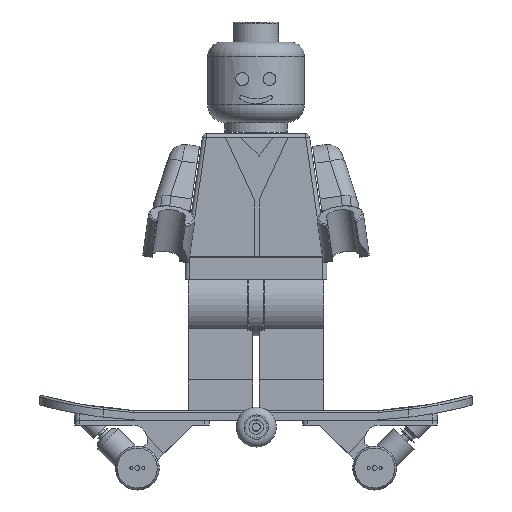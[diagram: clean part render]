
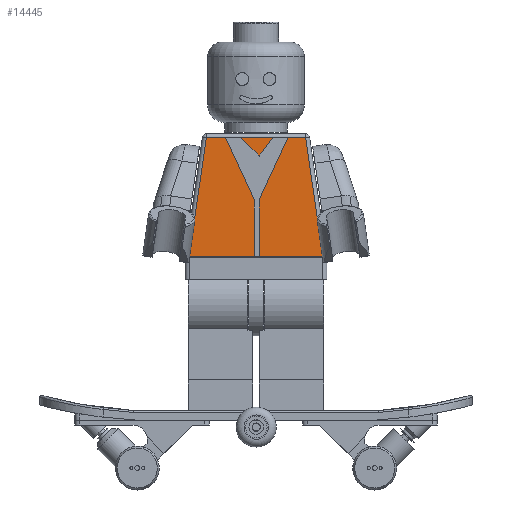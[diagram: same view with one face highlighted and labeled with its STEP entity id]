
A CAD part, front view. The second image highlights one B-rep face of the part: STEP entity #14445.
In plain terms, the highlighted planar face has unit normal (0, -1, 0).
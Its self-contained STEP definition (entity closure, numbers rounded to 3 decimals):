
#778=PLANE('',#15498);
#1285=FACE_OUTER_BOUND('',#2216,.T.);
#2216=EDGE_LOOP('',(#10300,#10301,#10302,#10303));
#3456=LINE('',#21979,#4611);
#3457=LINE('',#21981,#4612);
#3458=LINE('',#21983,#4613);
#3459=LINE('',#21984,#4614);
#4611=VECTOR('',#17520,16.5);
#4612=VECTOR('',#17521,16.5);
#4613=VECTOR('',#17522,16.5);
#4614=VECTOR('',#17523,16.5);
#6490=VERTEX_POINT('',#21977);
#6491=VERTEX_POINT('',#21978);
#6492=VERTEX_POINT('',#21980);
#6493=VERTEX_POINT('',#21982);
#7955=EDGE_CURVE('',#6490,#6491,#3456,.T.);
#7956=EDGE_CURVE('',#6492,#6491,#3457,.T.);
#7957=EDGE_CURVE('',#6493,#6492,#3458,.T.);
#7958=EDGE_CURVE('',#6493,#6490,#3459,.T.);
#10300=ORIENTED_EDGE('',*,*,#7955,.T.);
#10301=ORIENTED_EDGE('',*,*,#7956,.F.);
#10302=ORIENTED_EDGE('',*,*,#7957,.F.);
#10303=ORIENTED_EDGE('',*,*,#7958,.T.);
#14445=ADVANCED_FACE('',(#1285),#778,.T.);
#15498=AXIS2_PLACEMENT_3D('',#21976,#17518,#17519);
#17518=DIRECTION('center_axis',(0.,-1.,0.));
#17519=DIRECTION('ref_axis',(-1.,0.,0.));
#17520=DIRECTION('',(1.,0.,0.));
#17521=DIRECTION('',(0.143,0.,-0.99));
#17522=DIRECTION('',(1.,0.,0.));
#17523=DIRECTION('',(-0.143,0.,-0.99));
#21976=CARTESIAN_POINT('Origin',(69.35,-30.65,72.811));
#21977=CARTESIAN_POINT('',(-71.682,-30.65,-52.589));
#21978=CARTESIAN_POINT('',(65.182,-30.65,-52.589));
#21979=CARTESIAN_POINT('',(69.35,-30.65,-52.589));
#21980=CARTESIAN_POINT('',(47.629,-30.65,68.686));
#21981=CARTESIAN_POINT('',(56.379,-30.65,8.234));
#21982=CARTESIAN_POINT('',(-54.129,-30.65,68.686));
#21983=CARTESIAN_POINT('',(33.05,-30.65,68.686));
#21984=CARTESIAN_POINT('',(-62.879,-30.65,8.234));
